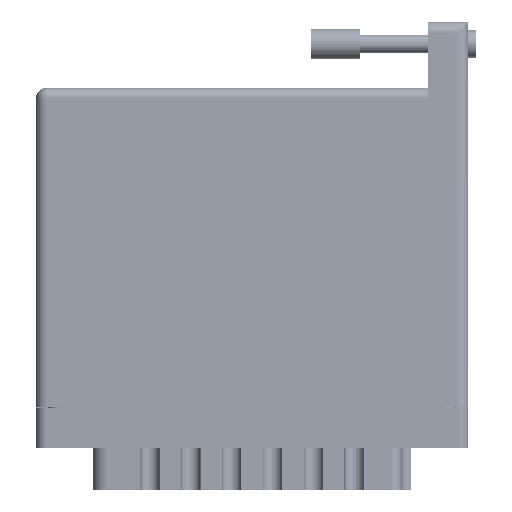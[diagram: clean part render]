
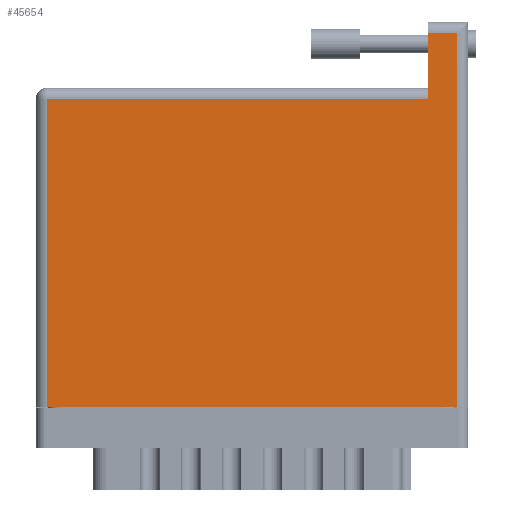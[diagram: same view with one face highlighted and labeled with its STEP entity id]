
A CAD part, front view. The second image highlights one B-rep face of the part: STEP entity #45654.
In plain terms, the highlighted face is planar.
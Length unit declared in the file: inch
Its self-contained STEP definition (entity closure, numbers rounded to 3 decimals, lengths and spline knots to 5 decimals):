
#5166 = DIRECTION ( 'NONE',  ( -1., 0., 0. ) ) ;
#6177 = EDGE_CURVE ( 'NONE', #11858, #68433, #30928, .T. ) ;
#8056 = EDGE_LOOP ( 'NONE', ( #13511, #75953, #24880, #57177, #73921, #45595 ) ) ;
#8738 = CARTESIAN_POINT ( 'NONE',  ( 2.685, 2.38, 0. ) ) ;
#11858 = VERTEX_POINT ( 'NONE', #8738 ) ;
#13511 = ORIENTED_EDGE ( 'NONE', *, *, #74980, .T. ) ;
#15341 = CARTESIAN_POINT ( 'NONE',  ( 0.07, 0., 0. ) ) ;
#16293 = CARTESIAN_POINT ( 'NONE',  ( 2.685, 0., 0. ) ) ;
#17665 = VECTOR ( 'NONE', #73284, 39.37008 ) ;
#19351 = VECTOR ( 'NONE', #5166, 39.37008 ) ;
#19590 = PLANE ( 'NONE',  #86769 ) ;
#21613 = EDGE_CURVE ( 'NONE', #58153, #44555, #55473, .T. ) ;
#22506 = LINE ( 'NONE', #82338, #81875 ) ;
#23017 = CARTESIAN_POINT ( 'NONE',  ( 0.07, 1.96, 0. ) ) ;
#24087 = DIRECTION ( 'NONE',  ( 0., -1., 0. ) ) ;
#24654 = CARTESIAN_POINT ( 'NONE',  ( 2.499, 2.38, 0. ) ) ;
#24880 = ORIENTED_EDGE ( 'NONE', *, *, #41472, .T. ) ;
#26155 = FACE_OUTER_BOUND ( 'NONE', #8056, .T. ) ;
#30928 = LINE ( 'NONE', #86160, #89150 ) ;
#34271 = DIRECTION ( 'NONE',  ( 0., 0., -1. ) ) ;
#36473 = VECTOR ( 'NONE', #82984, 39.37008 ) ;
#41472 = EDGE_CURVE ( 'NONE', #55811, #58153, #22506, .T. ) ;
#43321 = LINE ( 'NONE', #80213, #17665 ) ;
#43483 = DIRECTION ( 'NONE',  ( -1., 0., 0. ) ) ;
#44555 = VERTEX_POINT ( 'NONE', #16293 ) ;
#44724 = LINE ( 'NONE', #52133, #85196 ) ;
#45595 = ORIENTED_EDGE ( 'NONE', *, *, #6177, .T. ) ;
#45654 = ADVANCED_FACE ( 'NONE', ( #26155 ), #19590, .F. ) ;
#52133 = CARTESIAN_POINT ( 'NONE',  ( 2.499, 2.45, 0. ) ) ;
#54065 = DIRECTION ( 'NONE',  ( 0., -1., 0. ) ) ;
#55473 = LINE ( 'NONE', #69794, #36473 ) ;
#55811 = VERTEX_POINT ( 'NONE', #23017 ) ;
#57177 = ORIENTED_EDGE ( 'NONE', *, *, #21613, .T. ) ;
#57316 = LINE ( 'NONE', #63339, #19351 ) ;
#58153 = VERTEX_POINT ( 'NONE', #15341 ) ;
#62276 = CARTESIAN_POINT ( 'NONE',  ( 2.499, 1.96, 0. ) ) ;
#63032 = DIRECTION ( 'NONE',  ( -1., 0., 0. ) ) ;
#63339 = CARTESIAN_POINT ( 'NONE',  ( 0., 1.96, 0. ) ) ;
#67388 = EDGE_CURVE ( 'NONE', #44555, #11858, #43321, .T. ) ;
#68433 = VERTEX_POINT ( 'NONE', #24654 ) ;
#69794 = CARTESIAN_POINT ( 'NONE',  ( 0., 0., 0. ) ) ;
#73284 = DIRECTION ( 'NONE',  ( 0., 1., 0. ) ) ;
#73921 = ORIENTED_EDGE ( 'NONE', *, *, #67388, .T. ) ;
#74017 = EDGE_CURVE ( 'NONE', #87256, #55811, #57316, .T. ) ;
#74980 = EDGE_CURVE ( 'NONE', #68433, #87256, #44724, .T. ) ;
#75953 = ORIENTED_EDGE ( 'NONE', *, *, #74017, .T. ) ;
#77190 = CARTESIAN_POINT ( 'NONE',  ( 0., 2.03, 0. ) ) ;
#80213 = CARTESIAN_POINT ( 'NONE',  ( 2.685, 2.45, 0. ) ) ;
#81875 = VECTOR ( 'NONE', #54065, 39.37008 ) ;
#82338 = CARTESIAN_POINT ( 'NONE',  ( 0.07, 0., 0. ) ) ;
#82984 = DIRECTION ( 'NONE',  ( 1., 0., 0. ) ) ;
#85196 = VECTOR ( 'NONE', #24087, 39.37008 ) ;
#86160 = CARTESIAN_POINT ( 'NONE',  ( 0., 2.38, 0. ) ) ;
#86769 = AXIS2_PLACEMENT_3D ( 'NONE', #77190, #34271, #63032 ) ;
#87256 = VERTEX_POINT ( 'NONE', #62276 ) ;
#89150 = VECTOR ( 'NONE', #43483, 39.37008 ) ;
